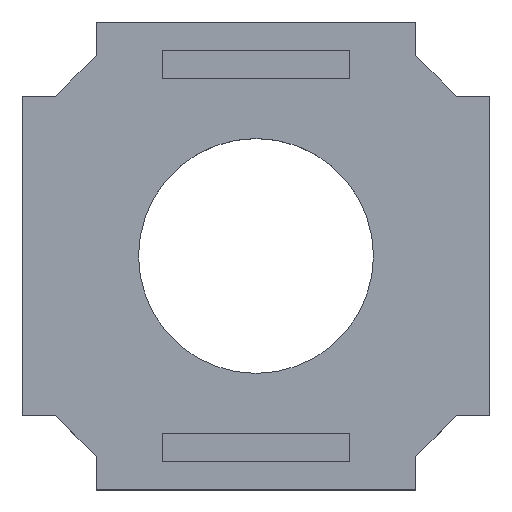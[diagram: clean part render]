
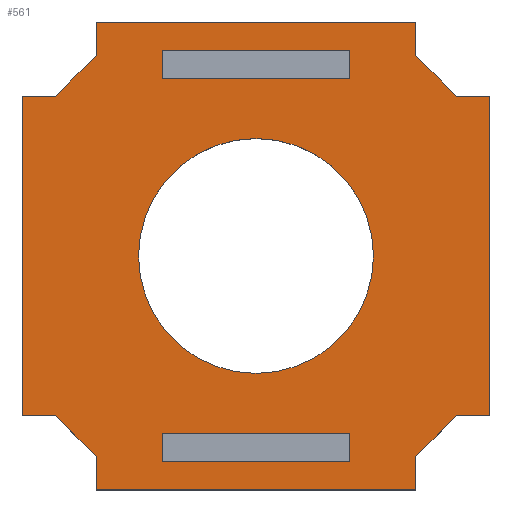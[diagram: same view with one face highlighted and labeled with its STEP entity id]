
A CAD part, top view. The second image highlights one B-rep face of the part: STEP entity #561.
In plain terms, the highlighted planar face has unit normal (0, 0, 1).
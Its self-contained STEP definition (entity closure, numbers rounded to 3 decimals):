
#16=FACE_BOUND('',#81,.T.);
#17=FACE_BOUND('',#82,.T.);
#18=FACE_BOUND('',#83,.T.);
#20=CIRCLE('',#606,12.5);
#50=FACE_OUTER_BOUND('',#80,.T.);
#80=EDGE_LOOP('',(#480,#481,#482,#483,#484,#485,#486,#487,#488,#489,#490,
#491,#492,#493,#494,#495));
#81=EDGE_LOOP('',(#496,#497,#498,#499));
#82=EDGE_LOOP('',(#500,#501,#502,#503));
#83=EDGE_LOOP('',(#504));
#84=LINE('',#754,#157);
#88=LINE('',#762,#161);
#91=LINE('',#768,#164);
#94=LINE('',#775,#167);
#98=LINE('',#783,#171);
#101=LINE('',#789,#174);
#104=LINE('',#796,#177);
#108=LINE('',#804,#181);
#111=LINE('',#810,#184);
#114=LINE('',#817,#187);
#118=LINE('',#826,#191);
#122=LINE('',#833,#195);
#124=LINE('',#838,#197);
#128=LINE('',#846,#201);
#131=LINE('',#852,#204);
#134=LINE('',#857,#207);
#136=LINE('',#863,#209);
#140=LINE('',#871,#213);
#143=LINE('',#877,#216);
#146=LINE('',#882,#219);
#150=LINE('',#893,#223);
#152=LINE('',#896,#225);
#154=LINE('',#899,#227);
#156=LINE('',#902,#229);
#157=VECTOR('',#617,10.);
#161=VECTOR('',#623,10.);
#164=VECTOR('',#628,10.);
#167=VECTOR('',#633,10.);
#171=VECTOR('',#639,10.);
#174=VECTOR('',#644,10.);
#177=VECTOR('',#649,10.);
#181=VECTOR('',#655,10.);
#184=VECTOR('',#660,10.);
#187=VECTOR('',#665,10.);
#191=VECTOR('',#671,10.);
#195=VECTOR('',#677,10.);
#197=VECTOR('',#681,10.);
#201=VECTOR('',#687,10.);
#204=VECTOR('',#692,10.);
#207=VECTOR('',#697,10.);
#209=VECTOR('',#703,10.);
#213=VECTOR('',#709,10.);
#216=VECTOR('',#714,10.);
#219=VECTOR('',#719,10.);
#223=VECTOR('',#733,10.);
#225=VECTOR('',#737,10.);
#227=VECTOR('',#741,10.);
#229=VECTOR('',#745,10.);
#230=VERTEX_POINT('',#752);
#231=VERTEX_POINT('',#753);
#234=VERTEX_POINT('',#761);
#236=VERTEX_POINT('',#767);
#238=VERTEX_POINT('',#773);
#239=VERTEX_POINT('',#774);
#242=VERTEX_POINT('',#782);
#244=VERTEX_POINT('',#788);
#246=VERTEX_POINT('',#794);
#247=VERTEX_POINT('',#795);
#250=VERTEX_POINT('',#803);
#252=VERTEX_POINT('',#809);
#254=VERTEX_POINT('',#815);
#255=VERTEX_POINT('',#816);
#258=VERTEX_POINT('',#824);
#259=VERTEX_POINT('',#825);
#262=VERTEX_POINT('',#836);
#263=VERTEX_POINT('',#837);
#266=VERTEX_POINT('',#845);
#268=VERTEX_POINT('',#851);
#270=VERTEX_POINT('',#861);
#271=VERTEX_POINT('',#862);
#274=VERTEX_POINT('',#870);
#276=VERTEX_POINT('',#876);
#279=VERTEX_POINT('',#888);
#280=EDGE_CURVE('',#230,#231,#84,.T.);
#284=EDGE_CURVE('',#231,#234,#88,.T.);
#287=EDGE_CURVE('',#234,#236,#91,.T.);
#290=EDGE_CURVE('',#238,#239,#94,.T.);
#294=EDGE_CURVE('',#242,#238,#98,.T.);
#297=EDGE_CURVE('',#244,#242,#101,.T.);
#300=EDGE_CURVE('',#246,#247,#104,.T.);
#304=EDGE_CURVE('',#247,#250,#108,.T.);
#307=EDGE_CURVE('',#250,#252,#111,.T.);
#310=EDGE_CURVE('',#254,#255,#114,.T.);
#314=EDGE_CURVE('',#258,#259,#118,.T.);
#318=EDGE_CURVE('',#255,#258,#122,.T.);
#320=EDGE_CURVE('',#262,#263,#124,.T.);
#324=EDGE_CURVE('',#263,#266,#128,.T.);
#327=EDGE_CURVE('',#266,#268,#131,.T.);
#330=EDGE_CURVE('',#268,#262,#134,.T.);
#332=EDGE_CURVE('',#270,#271,#136,.T.);
#336=EDGE_CURVE('',#271,#274,#140,.T.);
#339=EDGE_CURVE('',#274,#276,#143,.T.);
#342=EDGE_CURVE('',#276,#270,#146,.T.);
#346=EDGE_CURVE('',#279,#279,#20,.T.);
#348=EDGE_CURVE('',#252,#230,#150,.T.);
#350=EDGE_CURVE('',#236,#244,#152,.T.);
#352=EDGE_CURVE('',#239,#254,#154,.T.);
#354=EDGE_CURVE('',#259,#246,#156,.T.);
#480=ORIENTED_EDGE('',*,*,#354,.F.);
#481=ORIENTED_EDGE('',*,*,#314,.F.);
#482=ORIENTED_EDGE('',*,*,#318,.F.);
#483=ORIENTED_EDGE('',*,*,#310,.F.);
#484=ORIENTED_EDGE('',*,*,#352,.F.);
#485=ORIENTED_EDGE('',*,*,#290,.F.);
#486=ORIENTED_EDGE('',*,*,#294,.F.);
#487=ORIENTED_EDGE('',*,*,#297,.F.);
#488=ORIENTED_EDGE('',*,*,#350,.F.);
#489=ORIENTED_EDGE('',*,*,#287,.F.);
#490=ORIENTED_EDGE('',*,*,#284,.F.);
#491=ORIENTED_EDGE('',*,*,#280,.F.);
#492=ORIENTED_EDGE('',*,*,#348,.F.);
#493=ORIENTED_EDGE('',*,*,#307,.F.);
#494=ORIENTED_EDGE('',*,*,#304,.F.);
#495=ORIENTED_EDGE('',*,*,#300,.F.);
#496=ORIENTED_EDGE('',*,*,#320,.T.);
#497=ORIENTED_EDGE('',*,*,#324,.T.);
#498=ORIENTED_EDGE('',*,*,#327,.T.);
#499=ORIENTED_EDGE('',*,*,#330,.T.);
#500=ORIENTED_EDGE('',*,*,#332,.T.);
#501=ORIENTED_EDGE('',*,*,#336,.T.);
#502=ORIENTED_EDGE('',*,*,#339,.T.);
#503=ORIENTED_EDGE('',*,*,#342,.T.);
#504=ORIENTED_EDGE('',*,*,#346,.T.);
#532=PLANE('',#612);
#561=ADVANCED_FACE('',(#50,#16,#17,#18),#532,.T.);
#606=AXIS2_PLACEMENT_3D('',#890,#728,#729);
#612=AXIS2_PLACEMENT_3D('',#904,#748,#749);
#617=DIRECTION('',(-1.,0.,0.));
#623=DIRECTION('',(-0.707,-0.707,0.));
#628=DIRECTION('',(0.,-1.,0.));
#633=DIRECTION('',(-1.,0.,0.));
#639=DIRECTION('',(-0.707,0.707,0.));
#644=DIRECTION('',(0.,1.,0.));
#649=DIRECTION('',(0.,-1.,0.));
#655=DIRECTION('',(0.707,-0.707,0.));
#660=DIRECTION('',(1.,0.,0.));
#665=DIRECTION('',(1.,0.,0.));
#671=DIRECTION('',(0.,1.,0.));
#677=DIRECTION('',(0.707,0.707,0.));
#681=DIRECTION('',(0.,-1.,0.));
#687=DIRECTION('',(-1.,0.,0.));
#692=DIRECTION('',(0.,1.,0.));
#697=DIRECTION('',(1.,0.,0.));
#703=DIRECTION('',(0.,-1.,0.));
#709=DIRECTION('',(-1.,0.,0.));
#714=DIRECTION('',(0.,1.,0.));
#719=DIRECTION('',(1.,0.,0.));
#728=DIRECTION('center_axis',(0.,0.,-1.));
#729=DIRECTION('ref_axis',(-1.,0.,0.));
#733=DIRECTION('',(0.,-1.,0.));
#737=DIRECTION('',(-1.,0.,0.));
#741=DIRECTION('',(0.,1.,0.));
#745=DIRECTION('',(1.,0.,0.));
#748=DIRECTION('center_axis',(0.,0.,1.));
#749=DIRECTION('ref_axis',(1.,0.,0.));
#752=CARTESIAN_POINT('',(24.9,-17.001,5.));
#753=CARTESIAN_POINT('',(21.324,-17.001,5.));
#754=CARTESIAN_POINT('',(10.662,-17.001,5.));
#761=CARTESIAN_POINT('',(17.001,-21.324,5.));
#762=CARTESIAN_POINT('',(18.082,-20.243,5.));
#767=CARTESIAN_POINT('',(17.001,-24.9,5.));
#768=CARTESIAN_POINT('',(17.001,-12.45,5.));
#773=CARTESIAN_POINT('',(-21.324,-17.001,5.));
#774=CARTESIAN_POINT('',(-24.9,-17.001,5.));
#775=CARTESIAN_POINT('',(-12.45,-17.001,5.));
#782=CARTESIAN_POINT('',(-17.001,-21.324,5.));
#783=CARTESIAN_POINT('',(-20.243,-18.082,5.));
#788=CARTESIAN_POINT('',(-17.001,-24.9,5.));
#789=CARTESIAN_POINT('',(-17.001,-10.662,5.));
#794=CARTESIAN_POINT('',(17.001,24.9,5.));
#795=CARTESIAN_POINT('',(17.001,21.324,5.));
#796=CARTESIAN_POINT('',(17.001,10.662,5.));
#803=CARTESIAN_POINT('',(21.324,17.001,5.));
#804=CARTESIAN_POINT('',(20.243,18.082,5.));
#809=CARTESIAN_POINT('',(24.9,17.001,5.));
#810=CARTESIAN_POINT('',(12.45,17.001,5.));
#815=CARTESIAN_POINT('',(-24.9,17.001,5.));
#816=CARTESIAN_POINT('',(-21.324,17.001,5.));
#817=CARTESIAN_POINT('',(-10.662,17.001,5.));
#824=CARTESIAN_POINT('',(-17.001,21.324,5.));
#825=CARTESIAN_POINT('',(-17.001,24.9,5.));
#826=CARTESIAN_POINT('',(-17.001,12.45,5.));
#833=CARTESIAN_POINT('',(-18.082,20.243,5.));
#836=CARTESIAN_POINT('',(10.,21.9,5.));
#837=CARTESIAN_POINT('',(10.,18.9,5.));
#838=CARTESIAN_POINT('',(10.,9.45,5.));
#845=CARTESIAN_POINT('',(-10.,18.9,5.));
#846=CARTESIAN_POINT('',(-5.,18.9,5.));
#851=CARTESIAN_POINT('',(-10.,21.9,5.));
#852=CARTESIAN_POINT('',(-10.,10.95,5.));
#857=CARTESIAN_POINT('',(5.,21.9,5.));
#861=CARTESIAN_POINT('',(10.,-18.9,5.));
#862=CARTESIAN_POINT('',(10.,-21.9,5.));
#863=CARTESIAN_POINT('',(10.,-10.95,5.));
#870=CARTESIAN_POINT('',(-10.,-21.9,5.));
#871=CARTESIAN_POINT('',(-5.,-21.9,5.));
#876=CARTESIAN_POINT('',(-10.,-18.9,5.));
#877=CARTESIAN_POINT('',(-10.,-9.45,5.));
#882=CARTESIAN_POINT('',(5.,-18.9,5.));
#888=CARTESIAN_POINT('',(12.5,0.,5.));
#890=CARTESIAN_POINT('Origin',(0.,0.,5.));
#893=CARTESIAN_POINT('',(24.9,-8.5,5.));
#896=CARTESIAN_POINT('',(-8.5,-24.9,5.));
#899=CARTESIAN_POINT('',(-24.9,8.5,5.));
#902=CARTESIAN_POINT('',(8.5,24.9,5.));
#904=CARTESIAN_POINT('Origin',(0.,0.,5.));
